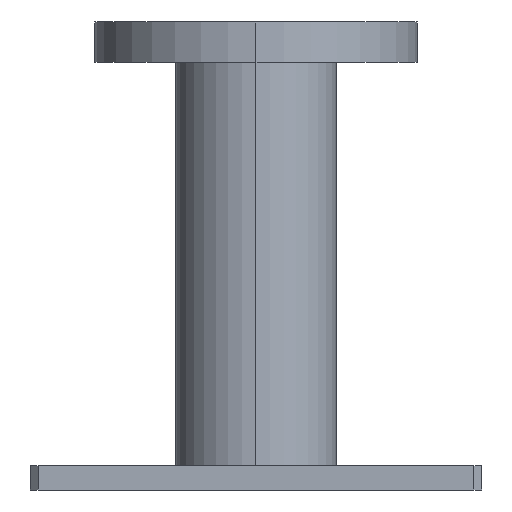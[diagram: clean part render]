
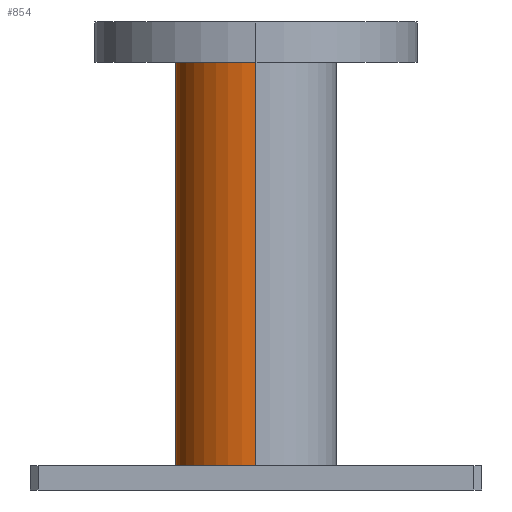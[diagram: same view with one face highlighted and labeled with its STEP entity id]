
A CAD part, left-side view. The second image highlights one B-rep face of the part: STEP entity #854.
In plain terms, the highlighted cylindrical face has radius 9.995 mm (diameter 19.99 mm), a partial arc.
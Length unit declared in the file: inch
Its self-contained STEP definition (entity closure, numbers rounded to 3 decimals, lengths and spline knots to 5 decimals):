
#128=CARTESIAN_POINT('',(-7.5,0.,0.1181));
#129=DIRECTION('',(0.,0.,-1.));
#130=DIRECTION('',(-1.,0.,0.));
#131=AXIS2_PLACEMENT_3D('',#128,#129,#130);
#276=CARTESIAN_POINT('',(-7.5,0.,2.0866));
#277=DIRECTION('',(0.,0.,-1.));
#278=DIRECTION('',(-1.,0.,0.));
#279=AXIS2_PLACEMENT_3D('',#276,#277,#278);
#281=DIRECTION('',(0.,0.,-1.));
#282=VECTOR('',#281,1.9685);
#283=CARTESIAN_POINT('',(-7.8935,0.,2.0866));
#284=LINE('',#283,#282);
#318=DIRECTION('',(0.,0.,-1.));
#319=VECTOR('',#318,1.9685);
#320=CARTESIAN_POINT('',(-7.1065,0.,2.0866));
#321=LINE('',#320,#319);
#402=CARTESIAN_POINT('',(-7.8935,0.,0.1181));
#403=CARTESIAN_POINT('',(-7.1065,0.,0.1181));
#404=VERTEX_POINT('',#402);
#405=VERTEX_POINT('',#403);
#414=CARTESIAN_POINT('',(-7.8935,0.,2.0866));
#415=CARTESIAN_POINT('',(-7.1065,0.,2.0866));
#416=VERTEX_POINT('',#414);
#417=VERTEX_POINT('',#415);
#840=CARTESIAN_POINT('',(-7.5,0.,2.0866));
#841=DIRECTION('',(0.,0.,-1.));
#842=DIRECTION('',(-1.,0.,0.));
#843=AXIS2_PLACEMENT_3D('',#840,#841,#842);
#844=CYLINDRICAL_SURFACE('',#843,0.3935);
#846=ORIENTED_EDGE('',*,*,#845,.F.);
#848=ORIENTED_EDGE('',*,*,#847,.T.);
#849=ORIENTED_EDGE('',*,*,#587,.T.);
#851=ORIENTED_EDGE('',*,*,#850,.F.);
#852=EDGE_LOOP('',(#846,#848,#849,#851));
#853=FACE_OUTER_BOUND('',#852,.F.);
#854=ADVANCED_FACE('',(#853),#844,.T.);
#132=CIRCLE('',#131,0.3935);
#280=CIRCLE('',#279,0.3935);
#587=EDGE_CURVE('',#404,#405,#132,.T.);
#845=EDGE_CURVE('',#416,#417,#280,.T.);
#847=EDGE_CURVE('',#416,#404,#284,.T.);
#850=EDGE_CURVE('',#417,#405,#321,.T.);
